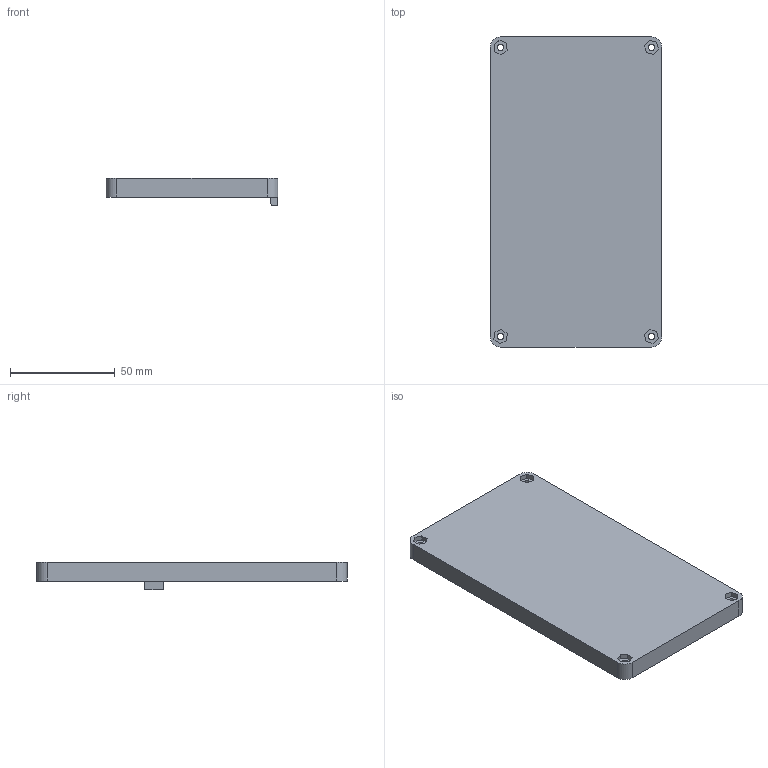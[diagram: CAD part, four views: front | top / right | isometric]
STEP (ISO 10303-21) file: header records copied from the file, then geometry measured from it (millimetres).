
FILE_DESCRIPTION (( 'STEP AP214' ), '1' );
FILE_NAME ('bottomcover.STEP', '2022-07-22T21:06:51', ( '' ), ( '' ), 'SwSTEP 2.0', 'SolidWorks 2021', '' );
FILE_SCHEMA (( 'AUTOMOTIVE_DESIGN' ));
Length unit declared in the file: millimetre
Products named in the file (1): bottomcover
Bounding box: 82 x 148 x 13.13 mm (x, y, z)
Volume: 47998.6 mm3; surface area: 31125.1 mm2
Topology: 1 solids, 1 shells, 179 faces, 513 edges, 337 vertices
Faces by surface type: plane 110, cylinder 67, torus 2
Entity records: 5964 total; most frequent: CARTESIAN_POINT 1352, ORIENTED_EDGE 1026, DIRECTION 895, EDGE_CURVE 513, VERTEX_POINT 337, VECTOR 331, LINE 331, AXIS2_PLACEMENT_3D 282
